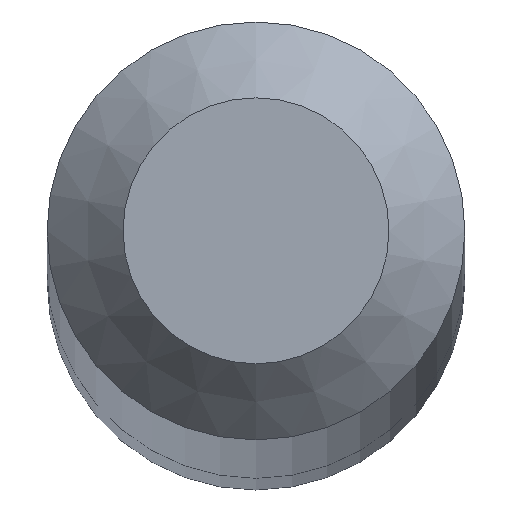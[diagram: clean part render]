
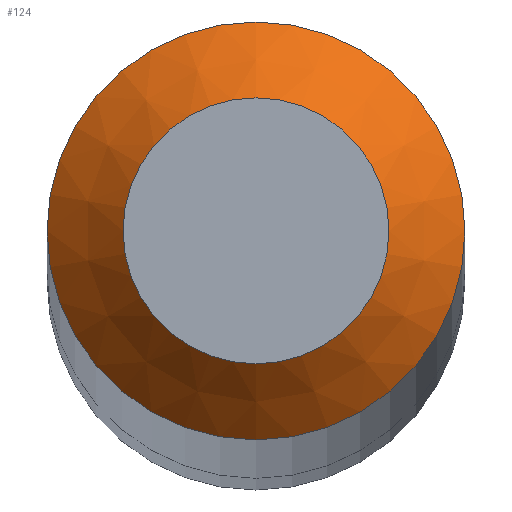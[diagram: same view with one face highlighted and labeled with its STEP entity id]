
A CAD part, top view. The second image highlights one B-rep face of the part: STEP entity #124.
In plain terms, the highlighted conical face has half-angle 45 degrees and reference radius 0.175 mm.
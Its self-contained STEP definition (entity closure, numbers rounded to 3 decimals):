
#12 = ORIENTED_EDGE ( 'NONE', *, *, #193, .F. ) ;
#14 = DIRECTION ( 'NONE',  ( 0., 1., 0. ) ) ;
#25 = AXIS2_PLACEMENT_3D ( 'NONE', #32, #62, #14 ) ;
#32 = CARTESIAN_POINT ( 'NONE',  ( 0., 0., 38. ) ) ;
#33 = CARTESIAN_POINT ( 'NONE',  ( 0., 0., 38. ) ) ;
#46 = VERTEX_POINT ( 'NONE', #111 ) ;
#47 = FACE_BOUND ( 'NONE', #154, .T. ) ;
#62 = DIRECTION ( 'NONE',  ( 0., 0., -1. ) ) ;
#64 = FACE_OUTER_BOUND ( 'NONE', #74, .T. ) ;
#74 = EDGE_LOOP ( 'NONE', ( #12 ) ) ;
#86 = EDGE_CURVE ( 'NONE', #46, #46, #122, .T. ) ;
#92 = CARTESIAN_POINT ( 'NONE',  ( 0., 0.275, 37.9 ) ) ;
#96 = CARTESIAN_POINT ( 'NONE',  ( 0., 0., 37.9 ) ) ;
#110 = AXIS2_PLACEMENT_3D ( 'NONE', #33, #173, #186 ) ;
#111 = CARTESIAN_POINT ( 'NONE',  ( 0., 0.175, 38. ) ) ;
#122 = CIRCLE ( 'NONE', #25, 0.175 ) ;
#124 = ADVANCED_FACE ( 'NONE', ( #64, #47 ), #190, .T. ) ;
#130 = VERTEX_POINT ( 'NONE', #92 ) ;
#139 = CIRCLE ( 'NONE', #168, 0.275 ) ;
#140 = DIRECTION ( 'NONE',  ( 0., 0., -1. ) ) ;
#154 = EDGE_LOOP ( 'NONE', ( #202 ) ) ;
#168 = AXIS2_PLACEMENT_3D ( 'NONE', #96, #140, #187 ) ;
#173 = DIRECTION ( 'NONE',  ( 0., 0., -1. ) ) ;
#186 = DIRECTION ( 'NONE',  ( 0., 1., 0. ) ) ;
#187 = DIRECTION ( 'NONE',  ( 0., 1., 0. ) ) ;
#190 = CONICAL_SURFACE ( 'NONE', #110, 0.175, 0.785 ) ;
#193 = EDGE_CURVE ( 'NONE', #130, #130, #139, .T. ) ;
#202 = ORIENTED_EDGE ( 'NONE', *, *, #86, .T. ) ;
